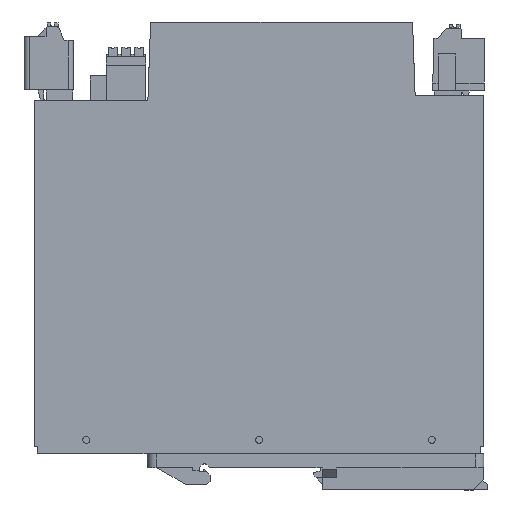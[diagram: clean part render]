
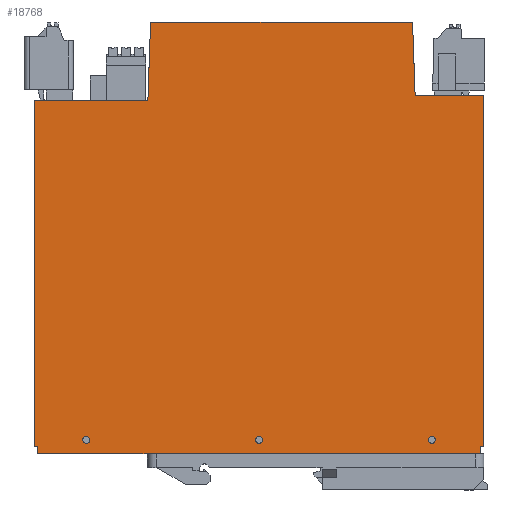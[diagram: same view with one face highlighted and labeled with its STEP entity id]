
A CAD part, left-side view. The second image highlights one B-rep face of the part: STEP entity #18768.
In plain terms, the highlighted planar face has unit normal (-1, 0, 0).
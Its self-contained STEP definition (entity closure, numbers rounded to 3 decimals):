
#8451=AXIS2_PLACEMENT_3D('Circle Axis2P3D',#8449,#8450,$) ;
#8478=AXIS2_PLACEMENT_3D('Circle Axis2P3D',#8476,#8477,$) ;
#8496=AXIS2_PLACEMENT_3D('Circle Axis2P3D',#8494,#8495,$) ;
#8523=AXIS2_PLACEMENT_3D('Circle Axis2P3D',#8521,#8522,$) ;
#8541=AXIS2_PLACEMENT_3D('Circle Axis2P3D',#8539,#8540,$) ;
#8568=AXIS2_PLACEMENT_3D('Circle Axis2P3D',#8566,#8567,$) ;
#18681=AXIS2_PLACEMENT_3D('Plane Axis2P3D',#18678,#18679,#18680) ;
#105=CARTESIAN_POINT('Vertex',(0.,131.2,112.7)) ;
#108=CARTESIAN_POINT('Line Origine',(0.,114.793,112.7)) ;
#112=CARTESIAN_POINT('Vertex',(0.,98.386,112.7)) ;
#8449=CARTESIAN_POINT('Axis2P3D Location',(0.,116.2,14.5)) ;
#8453=CARTESIAN_POINT('Vertex',(0.,117.083,14.983)) ;
#8455=CARTESIAN_POINT('Vertex',(0.,115.317,14.017)) ;
#8476=CARTESIAN_POINT('Axis2P3D Location',(0.,116.2,14.5)) ;
#8494=CARTESIAN_POINT('Axis2P3D Location',(0.,66.2,14.5)) ;
#8498=CARTESIAN_POINT('Vertex',(0.,67.083,14.983)) ;
#8500=CARTESIAN_POINT('Vertex',(0.,65.317,14.017)) ;
#8521=CARTESIAN_POINT('Axis2P3D Location',(0.,66.2,14.5)) ;
#8539=CARTESIAN_POINT('Axis2P3D Location',(0.,16.2,14.5)) ;
#8543=CARTESIAN_POINT('Vertex',(0.,17.083,14.983)) ;
#8545=CARTESIAN_POINT('Vertex',(0.,15.317,14.017)) ;
#8566=CARTESIAN_POINT('Axis2P3D Location',(0.,16.2,14.5)) ;
#8583=CARTESIAN_POINT('Vertex',(0.,2.2,10.5)) ;
#8586=CARTESIAN_POINT('Line Origine',(0.,66.2,10.5)) ;
#8590=CARTESIAN_POINT('Vertex',(0.,130.2,10.5)) ;
#8746=CARTESIAN_POINT('Vertex',(0.,2.2,12.5)) ;
#8749=CARTESIAN_POINT('Line Origine',(0.,2.2,11.5)) ;
#9141=CARTESIAN_POINT('Line Origine',(0.,130.2,11.5)) ;
#9145=CARTESIAN_POINT('Vertex',(0.,130.2,12.5)) ;
#14518=CARTESIAN_POINT('Vertex',(0.,97.593,135.3)) ;
#14521=CARTESIAN_POINT('Line Origine',(0.,97.593,135.35)) ;
#14525=CARTESIAN_POINT('Vertex',(0.,97.593,135.4)) ;
#18678=CARTESIAN_POINT('Axis2P3D Location',(0.,66.2,72.85)) ;
#18683=CARTESIAN_POINT('Line Origine',(0.,21.437,124.8)) ;
#18687=CARTESIAN_POINT('Vertex',(0.,21.807,135.4)) ;
#18689=CARTESIAN_POINT('Vertex',(0.,21.067,114.2)) ;
#18692=CARTESIAN_POINT('Line Origine',(0.,59.7,135.4)) ;
#18697=CARTESIAN_POINT('Line Origine',(0.,97.595,135.3)) ;
#18701=CARTESIAN_POINT('Vertex',(0.,97.597,135.3)) ;
#18704=CARTESIAN_POINT('Line Origine',(0.,97.991,124.)) ;
#18709=CARTESIAN_POINT('Line Origine',(0.,131.2,62.6)) ;
#18713=CARTESIAN_POINT('Vertex',(0.,131.2,12.5)) ;
#18716=CARTESIAN_POINT('Line Origine',(0.,130.7,12.5)) ;
#18721=CARTESIAN_POINT('Line Origine',(0.,1.7,12.5)) ;
#18725=CARTESIAN_POINT('Vertex',(0.,1.2,12.5)) ;
#18728=CARTESIAN_POINT('Line Origine',(0.,1.2,63.35)) ;
#18732=CARTESIAN_POINT('Vertex',(0.,1.2,114.2)) ;
#18735=CARTESIAN_POINT('Line Origine',(0.,11.133,114.2)) ;
#109=DIRECTION('Vector Direction',(0.,1.,0.)) ;
#8450=DIRECTION('Axis2P3D Direction',(1.,0.,0.)) ;
#8477=DIRECTION('Axis2P3D Direction',(1.,0.,0.)) ;
#8495=DIRECTION('Axis2P3D Direction',(1.,0.,0.)) ;
#8522=DIRECTION('Axis2P3D Direction',(1.,0.,0.)) ;
#8540=DIRECTION('Axis2P3D Direction',(1.,0.,0.)) ;
#8567=DIRECTION('Axis2P3D Direction',(1.,0.,0.)) ;
#8587=DIRECTION('Vector Direction',(0.,1.,0.)) ;
#8750=DIRECTION('Vector Direction',(0.,0.,-1.)) ;
#9142=DIRECTION('Vector Direction',(0.,0.,1.)) ;
#14522=DIRECTION('Vector Direction',(0.,0.,-1.)) ;
#18679=DIRECTION('Axis2P3D Direction',(-1.,0.,0.)) ;
#18680=DIRECTION('Axis2P3D XDirection',(0.,0.,-1.)) ;
#18684=DIRECTION('Vector Direction',(0.,0.035,0.999)) ;
#18693=DIRECTION('Vector Direction',(0.,1.,0.)) ;
#18698=DIRECTION('Vector Direction',(0.,1.,0.)) ;
#18705=DIRECTION('Vector Direction',(0.,-0.035,0.999)) ;
#18710=DIRECTION('Vector Direction',(0.,0.,-1.)) ;
#18717=DIRECTION('Vector Direction',(0.,-1.,0.)) ;
#18722=DIRECTION('Vector Direction',(0.,-1.,0.)) ;
#18729=DIRECTION('Vector Direction',(0.,0.,-1.)) ;
#18736=DIRECTION('Vector Direction',(0.,1.,0.)) ;
#110=VECTOR('Line Direction',#109,1.) ;
#8588=VECTOR('Line Direction',#8587,1.) ;
#8751=VECTOR('Line Direction',#8750,1.) ;
#9143=VECTOR('Line Direction',#9142,1.) ;
#14523=VECTOR('Line Direction',#14522,1.) ;
#18685=VECTOR('Line Direction',#18684,1.) ;
#18694=VECTOR('Line Direction',#18693,1.) ;
#18699=VECTOR('Line Direction',#18698,1.) ;
#18706=VECTOR('Line Direction',#18705,1.) ;
#18711=VECTOR('Line Direction',#18710,1.) ;
#18718=VECTOR('Line Direction',#18717,1.) ;
#18723=VECTOR('Line Direction',#18722,1.) ;
#18730=VECTOR('Line Direction',#18729,1.) ;
#18737=VECTOR('Line Direction',#18736,1.) ;
#18741=ORIENTED_EDGE('',*,*,#18691,.F.) ;
#18742=ORIENTED_EDGE('',*,*,#18696,.T.) ;
#18743=ORIENTED_EDGE('',*,*,#14527,.T.) ;
#18744=ORIENTED_EDGE('',*,*,#18703,.T.) ;
#18745=ORIENTED_EDGE('',*,*,#18708,.F.) ;
#18746=ORIENTED_EDGE('',*,*,#114,.T.) ;
#18747=ORIENTED_EDGE('',*,*,#18715,.F.) ;
#18748=ORIENTED_EDGE('',*,*,#18720,.T.) ;
#18749=ORIENTED_EDGE('',*,*,#9147,.F.) ;
#18750=ORIENTED_EDGE('',*,*,#8592,.F.) ;
#18751=ORIENTED_EDGE('',*,*,#8753,.F.) ;
#18752=ORIENTED_EDGE('',*,*,#18727,.T.) ;
#18753=ORIENTED_EDGE('',*,*,#18734,.F.) ;
#18754=ORIENTED_EDGE('',*,*,#18739,.F.) ;
#18757=ORIENTED_EDGE('',*,*,#8547,.F.) ;
#18758=ORIENTED_EDGE('',*,*,#8570,.F.) ;
#18761=ORIENTED_EDGE('',*,*,#8502,.F.) ;
#18762=ORIENTED_EDGE('',*,*,#8525,.F.) ;
#18765=ORIENTED_EDGE('',*,*,#8457,.F.) ;
#18766=ORIENTED_EDGE('',*,*,#8480,.F.) ;
#18759=FACE_BOUND('',#18756,.T.) ;
#18763=FACE_BOUND('',#18760,.T.) ;
#18767=FACE_BOUND('',#18764,.T.) ;
#18768=ADVANCED_FACE('STROMVERSORGUNG',(#18755,#18759,#18763,#18767),#18682,.T.) ;
#8452=CIRCLE('generated circle',#8451,1.007) ;
#8479=CIRCLE('generated circle',#8478,1.007) ;
#8497=CIRCLE('generated circle',#8496,1.007) ;
#8524=CIRCLE('generated circle',#8523,1.007) ;
#8542=CIRCLE('generated circle',#8541,1.007) ;
#8569=CIRCLE('generated circle',#8568,1.007) ;
#114=EDGE_CURVE('',#113,#106,#111,.T.) ;
#8457=EDGE_CURVE('',#8454,#8456,#8452,.F.) ;
#8480=EDGE_CURVE('',#8456,#8454,#8479,.F.) ;
#8502=EDGE_CURVE('',#8499,#8501,#8497,.F.) ;
#8525=EDGE_CURVE('',#8501,#8499,#8524,.F.) ;
#8547=EDGE_CURVE('',#8544,#8546,#8542,.F.) ;
#8570=EDGE_CURVE('',#8546,#8544,#8569,.F.) ;
#8592=EDGE_CURVE('',#8584,#8591,#8589,.T.) ;
#8753=EDGE_CURVE('',#8747,#8584,#8752,.T.) ;
#9147=EDGE_CURVE('',#8591,#9146,#9144,.T.) ;
#14527=EDGE_CURVE('',#14526,#14519,#14524,.T.) ;
#18691=EDGE_CURVE('',#18688,#18690,#18686,.F.) ;
#18696=EDGE_CURVE('',#18688,#14526,#18695,.T.) ;
#18703=EDGE_CURVE('',#14519,#18702,#18700,.T.) ;
#18708=EDGE_CURVE('',#113,#18702,#18707,.T.) ;
#18715=EDGE_CURVE('',#18714,#106,#18712,.F.) ;
#18720=EDGE_CURVE('',#18714,#9146,#18719,.T.) ;
#18727=EDGE_CURVE('',#8747,#18726,#18724,.T.) ;
#18734=EDGE_CURVE('',#18733,#18726,#18731,.T.) ;
#18739=EDGE_CURVE('',#18690,#18733,#18738,.F.) ;
#18740=EDGE_LOOP('',(#18741,#18742,#18743,#18744,#18745,#18746,#18747,#18748,#18749,#18750,#18751,#18752,#18753,#18754)) ;
#18756=EDGE_LOOP('',(#18757,#18758)) ;
#18760=EDGE_LOOP('',(#18761,#18762)) ;
#18764=EDGE_LOOP('',(#18765,#18766)) ;
#18755=FACE_OUTER_BOUND('',#18740,.T.) ;
#111=LINE('Line',#108,#110) ;
#8589=LINE('Line',#8586,#8588) ;
#8752=LINE('Line',#8749,#8751) ;
#9144=LINE('Line',#9141,#9143) ;
#14524=LINE('Line',#14521,#14523) ;
#18686=LINE('Line',#18683,#18685) ;
#18695=LINE('Line',#18692,#18694) ;
#18700=LINE('Line',#18697,#18699) ;
#18707=LINE('Line',#18704,#18706) ;
#18712=LINE('Line',#18709,#18711) ;
#18719=LINE('Line',#18716,#18718) ;
#18724=LINE('Line',#18721,#18723) ;
#18731=LINE('Line',#18728,#18730) ;
#18738=LINE('Line',#18735,#18737) ;
#18682=PLANE('',#18681) ;
#106=VERTEX_POINT('',#105) ;
#113=VERTEX_POINT('',#112) ;
#8454=VERTEX_POINT('',#8453) ;
#8456=VERTEX_POINT('',#8455) ;
#8499=VERTEX_POINT('',#8498) ;
#8501=VERTEX_POINT('',#8500) ;
#8544=VERTEX_POINT('',#8543) ;
#8546=VERTEX_POINT('',#8545) ;
#8584=VERTEX_POINT('',#8583) ;
#8591=VERTEX_POINT('',#8590) ;
#8747=VERTEX_POINT('',#8746) ;
#9146=VERTEX_POINT('',#9145) ;
#14519=VERTEX_POINT('',#14518) ;
#14526=VERTEX_POINT('',#14525) ;
#18688=VERTEX_POINT('',#18687) ;
#18690=VERTEX_POINT('',#18689) ;
#18702=VERTEX_POINT('',#18701) ;
#18714=VERTEX_POINT('',#18713) ;
#18726=VERTEX_POINT('',#18725) ;
#18733=VERTEX_POINT('',#18732) ;
